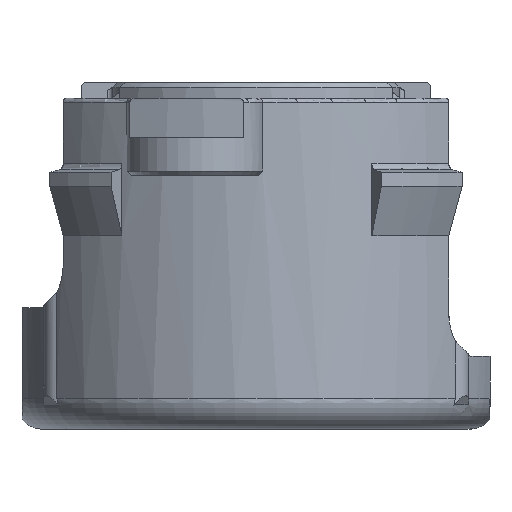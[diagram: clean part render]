
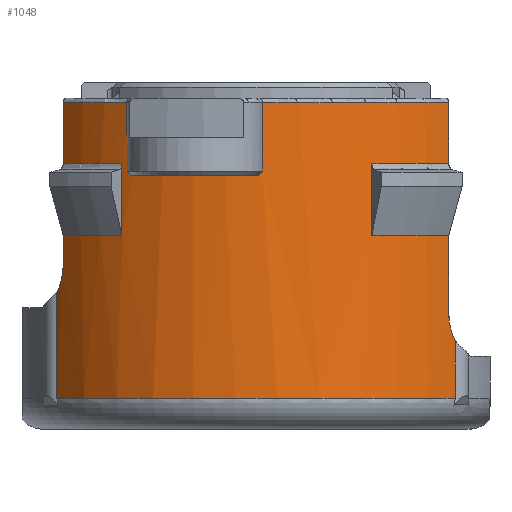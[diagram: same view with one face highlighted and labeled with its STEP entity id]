
A CAD part, left-side view. The second image highlights one B-rep face of the part: STEP entity #1048.
In plain terms, the highlighted cylindrical face has radius 5.5 mm (diameter 11 mm), a partial arc.
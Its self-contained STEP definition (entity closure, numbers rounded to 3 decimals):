
#248=CYLINDRICAL_SURFACE('',#5966,5.5);
#362=LINE('',#8389,#697);
#363=LINE('',#8393,#698);
#395=LINE('',#8992,#730);
#396=LINE('',#8997,#731);
#397=LINE('',#9013,#732);
#398=LINE('',#9017,#733);
#399=LINE('',#9021,#734);
#400=LINE('',#9034,#735);
#401=LINE('',#9038,#736);
#402=LINE('',#9051,#737);
#697=VECTOR('',#6614,1.);
#698=VECTOR('',#6617,1.);
#730=VECTOR('',#6745,1.);
#731=VECTOR('',#6748,1.);
#732=VECTOR('',#6755,1.);
#733=VECTOR('',#6758,1.);
#734=VECTOR('',#6761,1.);
#735=VECTOR('',#6762,1.);
#736=VECTOR('',#6765,1.);
#737=VECTOR('',#6766,1.);
#1048=ADVANCED_FACE('',(#1434),#248,.T.);
#1434=FACE_OUTER_BOUND('',#1763,.T.);
#1763=EDGE_LOOP('',(#2488,#2489,#2490,#2491,#2492,#2493,#2494,#2495,#2496,
#2497,#2498,#2499,#2500,#2501,#2502,#2503,#2504,#2505,#2506,#2507,#2508,
#2509));
#2143=B_SPLINE_CURVE_WITH_KNOTS('',3,(#9000,#9001,#9002,#9003),
 .UNSPECIFIED.,.F.,.F.,(4,4),(0.,1.),.UNSPECIFIED.);
#2144=B_SPLINE_CURVE_WITH_KNOTS('',3,(#9007,#9008,#9009,#9010),
 .UNSPECIFIED.,.F.,.F.,(4,4),(0.,1.),.UNSPECIFIED.);
#2145=B_SPLINE_CURVE_WITH_KNOTS('',3,(#9023,#9024,#9025,#9026,#9027,#9028,
#9029,#9030,#9031,#9032),.UNSPECIFIED.,.F.,.F.,(4,3,3,4),(0.,0.472,
0.943,1.),.UNSPECIFIED.);
#2146=B_SPLINE_CURVE_WITH_KNOTS('',3,(#9040,#9041,#9042,#9043,#9044,#9045,
#9046,#9047,#9048,#9049),.UNSPECIFIED.,.F.,.F.,(4,3,3,4),(0.,0.239,
0.716,1.),.UNSPECIFIED.);
#2488=ORIENTED_EDGE('',*,*,#4818,.F.);
#2489=ORIENTED_EDGE('',*,*,#4819,.T.);
#2490=ORIENTED_EDGE('',*,*,#4820,.F.);
#2491=ORIENTED_EDGE('',*,*,#4821,.T.);
#2492=ORIENTED_EDGE('',*,*,#4703,.F.);
#2493=ORIENTED_EDGE('',*,*,#4822,.T.);
#2494=ORIENTED_EDGE('',*,*,#4823,.T.);
#2495=ORIENTED_EDGE('',*,*,#4824,.T.);
#2496=ORIENTED_EDGE('',*,*,#4701,.F.);
#2497=ORIENTED_EDGE('',*,*,#4825,.T.);
#2498=ORIENTED_EDGE('',*,*,#4826,.T.);
#2499=ORIENTED_EDGE('',*,*,#4827,.T.);
#2500=ORIENTED_EDGE('',*,*,#4828,.F.);
#2501=ORIENTED_EDGE('',*,*,#4829,.T.);
#2502=ORIENTED_EDGE('',*,*,#4830,.T.);
#2503=ORIENTED_EDGE('',*,*,#4831,.T.);
#2504=ORIENTED_EDGE('',*,*,#4832,.T.);
#2505=ORIENTED_EDGE('',*,*,#4833,.T.);
#2506=ORIENTED_EDGE('',*,*,#4834,.T.);
#2507=ORIENTED_EDGE('',*,*,#4835,.T.);
#2508=ORIENTED_EDGE('',*,*,#4836,.F.);
#2509=ORIENTED_EDGE('',*,*,#4837,.T.);
#4132=VERTEX_POINT('',#8388);
#4133=VERTEX_POINT('',#8390);
#4134=VERTEX_POINT('',#8392);
#4135=VERTEX_POINT('',#8394);
#4230=VERTEX_POINT('',#8993);
#4231=VERTEX_POINT('',#8994);
#4232=VERTEX_POINT('',#8996);
#4233=VERTEX_POINT('',#8998);
#4234=VERTEX_POINT('',#9004);
#4235=VERTEX_POINT('',#9006);
#4236=VERTEX_POINT('',#9012);
#4237=VERTEX_POINT('',#9014);
#4238=VERTEX_POINT('',#9016);
#4239=VERTEX_POINT('',#9018);
#4240=VERTEX_POINT('',#9020);
#4241=VERTEX_POINT('',#9022);
#4242=VERTEX_POINT('',#9033);
#4243=VERTEX_POINT('',#9035);
#4244=VERTEX_POINT('',#9037);
#4245=VERTEX_POINT('',#9039);
#4246=VERTEX_POINT('',#9050);
#4247=VERTEX_POINT('',#9052);
#4701=EDGE_CURVE('',#4132,#4133,#362,.T.);
#4703=EDGE_CURVE('',#4134,#4135,#363,.T.);
#4818=EDGE_CURVE('',#4230,#4231,#395,.T.);
#4819=EDGE_CURVE('',#4230,#4232,#5607,.T.);
#4820=EDGE_CURVE('',#4233,#4232,#396,.T.);
#4821=EDGE_CURVE('',#4233,#4135,#5608,.T.);
#4822=EDGE_CURVE('',#4134,#4234,#2143,.T.);
#4823=EDGE_CURVE('',#4234,#4235,#5609,.T.);
#4824=EDGE_CURVE('',#4235,#4133,#2144,.T.);
#4825=EDGE_CURVE('',#4132,#4236,#5610,.T.);
#4826=EDGE_CURVE('',#4236,#4237,#397,.T.);
#4827=EDGE_CURVE('',#4237,#4238,#5611,.T.);
#4828=EDGE_CURVE('',#4239,#4238,#398,.T.);
#4829=EDGE_CURVE('',#4239,#4240,#5612,.T.);
#4830=EDGE_CURVE('',#4240,#4241,#399,.T.);
#4831=EDGE_CURVE('',#4241,#4242,#2145,.T.);
#4832=EDGE_CURVE('',#4242,#4243,#400,.T.);
#4833=EDGE_CURVE('',#4243,#4244,#5613,.T.);
#4834=EDGE_CURVE('',#4244,#4245,#401,.T.);
#4835=EDGE_CURVE('',#4245,#4246,#2146,.T.);
#4836=EDGE_CURVE('',#4247,#4246,#402,.T.);
#4837=EDGE_CURVE('',#4247,#4231,#5614,.T.);
#5607=CIRCLE('',#5958,5.5);
#5608=CIRCLE('',#5959,5.5);
#5609=CIRCLE('',#5960,5.5);
#5610=CIRCLE('',#5961,5.5);
#5611=CIRCLE('',#5962,5.5);
#5612=CIRCLE('',#5963,5.5);
#5613=CIRCLE('',#5964,5.5);
#5614=CIRCLE('',#5965,5.5);
#5958=AXIS2_PLACEMENT_3D('',#8995,#6746,#6747);
#5959=AXIS2_PLACEMENT_3D('',#8999,#6749,#6750);
#5960=AXIS2_PLACEMENT_3D('',#9005,#6751,#6752);
#5961=AXIS2_PLACEMENT_3D('',#9011,#6753,#6754);
#5962=AXIS2_PLACEMENT_3D('',#9015,#6756,#6757);
#5963=AXIS2_PLACEMENT_3D('',#9019,#6759,#6760);
#5964=AXIS2_PLACEMENT_3D('',#9036,#6763,#6764);
#5965=AXIS2_PLACEMENT_3D('',#9053,#6767,#6768);
#5966=AXIS2_PLACEMENT_3D('',#9054,#6769,#6770);
#6614=DIRECTION('',(0.,0.,-1.));
#6617=DIRECTION('',(0.,0.,1.));
#6745=DIRECTION('',(0.,0.,-1.));
#6746=DIRECTION('',(0.,0.,1.));
#6747=DIRECTION('',(-1.,0.,0.));
#6748=DIRECTION('',(0.,0.,-1.));
#6749=DIRECTION('',(0.,0.,-1.));
#6750=DIRECTION('',(1.,0.,0.));
#6751=DIRECTION('',(0.,0.,-1.));
#6752=DIRECTION('',(1.,0.,0.));
#6753=DIRECTION('',(0.,0.,-1.));
#6754=DIRECTION('',(1.,0.,0.));
#6755=DIRECTION('',(0.,0.,-1.));
#6756=DIRECTION('',(0.,0.,1.));
#6757=DIRECTION('',(-1.,0.,0.));
#6758=DIRECTION('',(0.,0.,1.));
#6759=DIRECTION('',(0.,0.,-1.));
#6760=DIRECTION('',(-1.,0.,0.));
#6761=DIRECTION('',(0.,0.,-1.));
#6762=DIRECTION('',(0.,0.,-1.));
#6763=DIRECTION('',(0.,0.,1.));
#6764=DIRECTION('',(1.,0.,0.));
#6765=DIRECTION('',(0.,0.,1.));
#6766=DIRECTION('',(0.,0.,-1.));
#6767=DIRECTION('',(0.,0.,-1.));
#6768=DIRECTION('',(-1.,0.,0.));
#6769=DIRECTION('',(0.,0.,-1.));
#6770=DIRECTION('',(-1.,0.,0.));
#8388=CARTESIAN_POINT('',(-4.685,2.88,7.4));
#8389=CARTESIAN_POINT('',(-4.685,2.88,74.25));
#8390=CARTESIAN_POINT('',(-4.685,2.88,5.85));
#8392=CARTESIAN_POINT('',(-5.498,-0.152,5.85));
#8393=CARTESIAN_POINT('',(-5.498,-0.152,74.25));
#8394=CARTESIAN_POINT('',(-5.498,-0.152,7.4));
#8992=CARTESIAN_POINT('',(-4.833,-2.624,5.9));
#8993=CARTESIAN_POINT('',(-4.833,-2.624,6.026));
#8994=CARTESIAN_POINT('',(-4.833,-2.624,4.386));
#8995=CARTESIAN_POINT('',(0.,0.,6.026));
#8996=CARTESIAN_POINT('',(-3.344,-4.366,6.026));
#8997=CARTESIAN_POINT('',(-3.344,-4.366,7.5));
#8998=CARTESIAN_POINT('',(-3.344,-4.366,7.4));
#8999=CARTESIAN_POINT('',(0.,0.,7.4));
#9000=CARTESIAN_POINT('',(-5.498,-0.152,5.85));
#9001=CARTESIAN_POINT('',(-5.499,-0.117,5.817));
#9002=CARTESIAN_POINT('',(-5.5,-0.082,5.783));
#9003=CARTESIAN_POINT('',(-5.5,-0.046,5.75));
#9004=CARTESIAN_POINT('',(-5.5,-0.046,5.75));
#9005=CARTESIAN_POINT('',(0.,0.,5.75));
#9006=CARTESIAN_POINT('',(-4.74,2.79,5.75));
#9007=CARTESIAN_POINT('',(-4.74,2.79,5.75));
#9008=CARTESIAN_POINT('',(-4.722,2.82,5.783));
#9009=CARTESIAN_POINT('',(-4.704,2.85,5.817));
#9010=CARTESIAN_POINT('',(-4.685,2.88,5.85));
#9011=CARTESIAN_POINT('',(0.,0.,7.4));
#9012=CARTESIAN_POINT('',(-3.344,4.366,7.4));
#9013=CARTESIAN_POINT('',(-3.344,4.366,7.5));
#9014=CARTESIAN_POINT('',(-3.344,4.366,6.026));
#9015=CARTESIAN_POINT('',(0.,0.,6.026));
#9016=CARTESIAN_POINT('',(-4.586,3.036,6.026));
#9017=CARTESIAN_POINT('',(-4.586,3.036,4.386));
#9018=CARTESIAN_POINT('',(-4.586,3.036,4.386));
#9019=CARTESIAN_POINT('',(0.,0.,4.386));
#9020=CARTESIAN_POINT('',(-3.344,4.366,4.386));
#9021=CARTESIAN_POINT('',(-3.344,4.366,7.5));
#9022=CARTESIAN_POINT('',(-3.344,4.366,3.75));
#9023=CARTESIAN_POINT('',(-3.344,4.366,3.75));
#9024=CARTESIAN_POINT('',(-3.344,4.366,3.64));
#9025=CARTESIAN_POINT('',(-3.329,4.378,3.529));
#9026=CARTESIAN_POINT('',(-3.3,4.4,3.425));
#9027=CARTESIAN_POINT('',(-3.271,4.422,3.321));
#9028=CARTESIAN_POINT('',(-3.227,4.454,3.222));
#9029=CARTESIAN_POINT('',(-3.171,4.494,3.136));
#9030=CARTESIAN_POINT('',(-3.164,4.499,3.126));
#9031=CARTESIAN_POINT('',(-3.157,4.504,3.116));
#9032=CARTESIAN_POINT('',(-3.15,4.509,3.106));
#9033=CARTESIAN_POINT('',(-3.15,4.509,3.106));
#9034=CARTESIAN_POINT('',(-3.15,4.509,37.674));
#9035=CARTESIAN_POINT('',(-3.15,4.509,0.7));
#9036=CARTESIAN_POINT('',(0.,0.,0.7));
#9037=CARTESIAN_POINT('',(-3.15,-4.509,0.7));
#9038=CARTESIAN_POINT('',(-3.15,-4.509,26.875));
#9039=CARTESIAN_POINT('',(-3.15,-4.509,2.006));
#9040=CARTESIAN_POINT('',(-3.15,-4.509,2.006));
#9041=CARTESIAN_POINT('',(-3.18,-4.488,2.048));
#9042=CARTESIAN_POINT('',(-3.207,-4.468,2.093));
#9043=CARTESIAN_POINT('',(-3.23,-4.451,2.141));
#9044=CARTESIAN_POINT('',(-3.277,-4.418,2.236));
#9045=CARTESIAN_POINT('',(-3.31,-4.392,2.342));
#9046=CARTESIAN_POINT('',(-3.328,-4.379,2.451));
#9047=CARTESIAN_POINT('',(-3.339,-4.37,2.516));
#9048=CARTESIAN_POINT('',(-3.344,-4.366,2.583));
#9049=CARTESIAN_POINT('',(-3.344,-4.366,2.65));
#9050=CARTESIAN_POINT('',(-3.344,-4.366,2.65));
#9051=CARTESIAN_POINT('',(-3.344,-4.366,7.5));
#9052=CARTESIAN_POINT('',(-3.344,-4.366,4.386));
#9053=CARTESIAN_POINT('',(0.,0.,4.386));
#9054=CARTESIAN_POINT('',(0.,0.,7.5));
